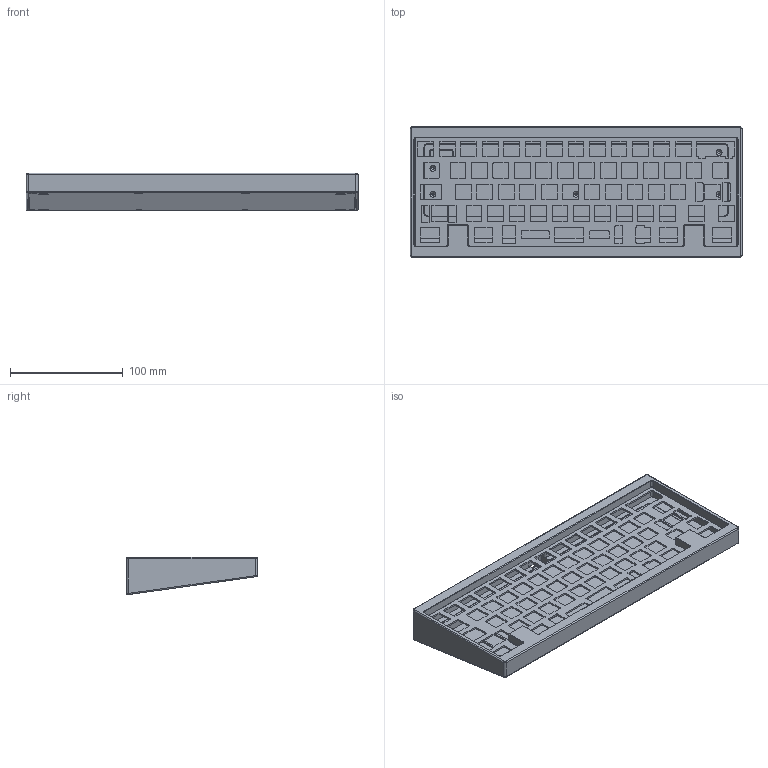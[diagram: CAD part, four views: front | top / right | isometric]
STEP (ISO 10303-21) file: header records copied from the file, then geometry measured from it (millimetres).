
FILE_DESCRIPTION(/* description */ (''),/* implementation_level */ '2;1');
FILE_NAME(/* name */ 'wedge v2.step',/* time_stamp */ '2023-01-01T14:39:19-05:00',/* author */ (''),/* organization */ (''),/* preprocessor_version */ 'ST-DEVELOPER v19.2',/* originating_system */ 'Autodesk Translation Framework v11.17.0.187',/* authorisation */ '');
FILE_SCHEMA (('AUTOMOTIVE_DESIGN { 1 0 10303 214 3 1 1 }'));
Length unit declared in the file: millimetre
Products named in the file (1): wedge
Bounding box: 294.7 x 116.2 x 33.18 mm (x, y, z)
Volume: 378149.9 mm3; surface area: 211463.3 mm2
Topology: 4 solids, 4 shells, 1142 faces, 3227 edges, 2098 vertices
Faces by surface type: plane 521, cylinder 495, bspline 68, cone 58
Full cylindrical faces by diameter (mm): 1.623 x4, 2.075 x13, 2.5 x8, 2.529 x8, 2.7 x5, 3.2 x8, 8.5 x4
Entity records: 38443 total; most frequent: CARTESIAN_POINT 8093, ORIENTED_EDGE 6404, DIRECTION 6231, EDGE_CURVE 3202, VERTEX_POINT 2098, AXIS2_PLACEMENT_3D 2078, LINE 2075, VECTOR 2075
